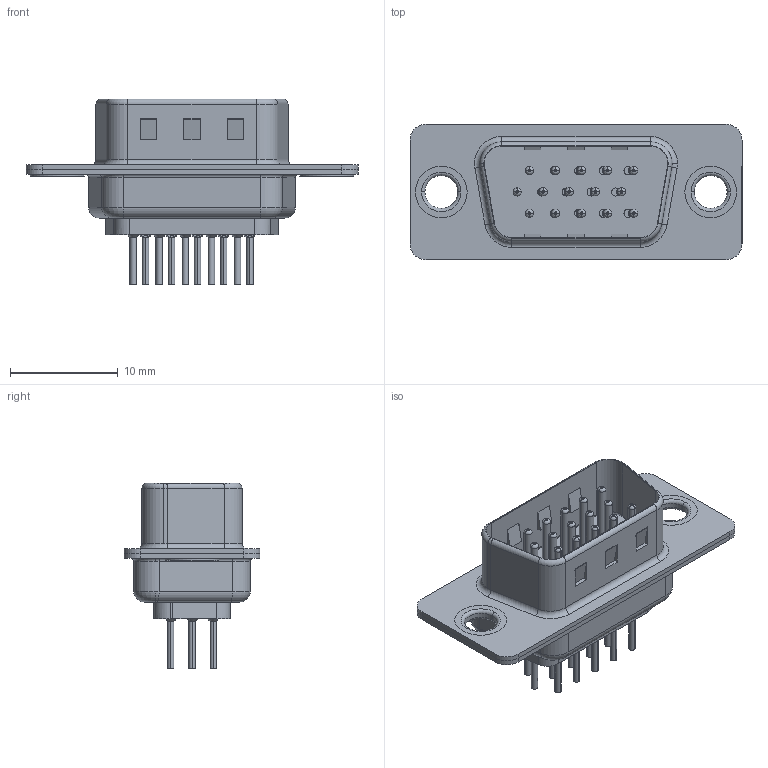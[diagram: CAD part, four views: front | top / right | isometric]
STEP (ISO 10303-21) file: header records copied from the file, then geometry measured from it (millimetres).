
FILE_DESCRIPTION (( 'STEP AP203' ), '1' );
FILE_NAME ('637-015-230-041.STEP', '2019-05-14T11:54:56', ( '' ), ( '' ), 'SwSTEP 2.0', 'SolidWorks 2016', '' );
FILE_SCHEMA (( 'CONFIG_CONTROL_DESIGN' ));
Length unit declared in the file: millimetre
Products named in the file (8): 637 Contact Row 3_30; 637 Thru Hole Rivet; 637-015-230-041; 637 Housing_15 Contacts; 637 Shell Front_15 Contacts; 637 Shell Rear_15 Contacts; 637 Contact Row 1_30; 637 Contact Row 2_30
Assembly tree (20 placements, depth 2):
  637-015-230-041
    637 Housing_15 Contacts
    637 Shell Front_15 Contacts
    637 Shell Rear_15 Contacts
    637 Contact Row 1_30  x5
    637 Contact Row 2_30  x5
    637 Contact Row 3_30  x5
    637 Thru Hole Rivet  x2
Bounding box: 30.8 x 12.6 x 17.25 mm (x, y, z)
Volume: 1237.9 mm3; surface area: 4500.9 mm2
Topology: 20 solids, 20 shells, 1778 faces, 4650 edges, 2863 vertices
Faces by surface type: cylinder 668, torus 493, plane 467, cone 150
Entity records: 21566 total; most frequent: CARTESIAN_POINT 4187, DIRECTION 3688, ORIENTED_EDGE 3244, EDGE_CURVE 1622, AXIS2_PLACEMENT_3D 1506, VERTEX_POINT 1021, CIRCLE 829, EDGE_LOOP 749
